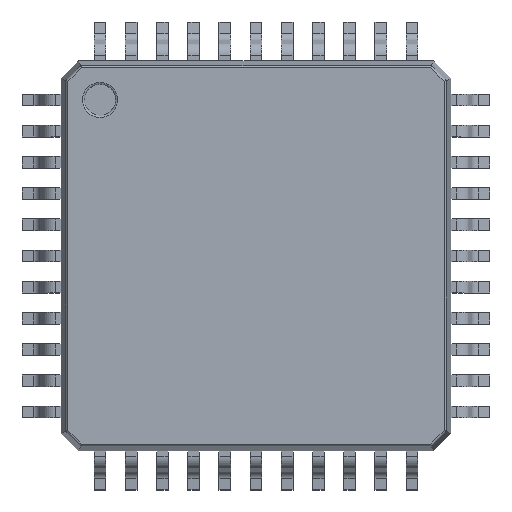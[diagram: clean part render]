
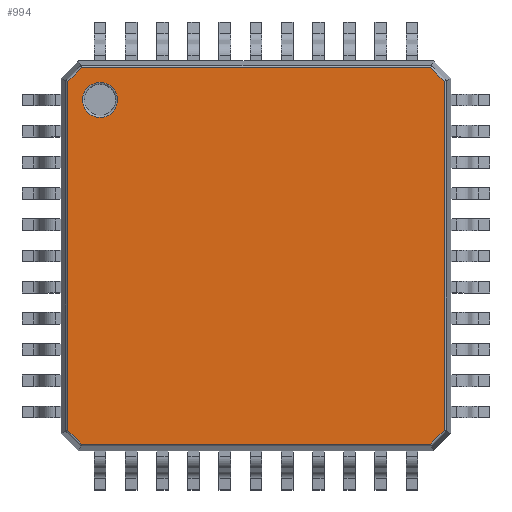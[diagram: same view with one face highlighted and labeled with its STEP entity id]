
A CAD part, top view. The second image highlights one B-rep face of the part: STEP entity #994.
In plain terms, the highlighted planar face has unit normal (0, 0, 1).
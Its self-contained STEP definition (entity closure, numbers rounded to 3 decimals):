
#686 = VERTEX_POINT('',#687);
#687 = CARTESIAN_POINT('',(4.825,-4.477,1.5));
#694 = EDGE_CURVE('',#686,#695,#697,.T.);
#695 = VERTEX_POINT('',#696);
#696 = CARTESIAN_POINT('',(4.825,4.477,1.5));
#697 = LINE('',#698,#699);
#698 = CARTESIAN_POINT('',(4.825,-4.494,1.5));
#699 = VECTOR('',#700,1.);
#700 = DIRECTION('',(0.,1.,0.));
#873 = EDGE_CURVE('',#695,#874,#876,.T.);
#874 = VERTEX_POINT('',#875);
#875 = CARTESIAN_POINT('',(4.477,4.825,1.5));
#876 = LINE('',#877,#878);
#877 = CARTESIAN_POINT('',(4.836,4.465,1.5));
#878 = VECTOR('',#879,1.);
#879 = DIRECTION('',(-0.707,0.707,0.));
#950 = EDGE_CURVE('',#686,#951,#953,.T.);
#951 = VERTEX_POINT('',#952);
#952 = CARTESIAN_POINT('',(4.477,-4.825,1.5));
#953 = LINE('',#954,#955);
#954 = CARTESIAN_POINT('',(4.836,-4.465,1.5));
#955 = VECTOR('',#956,1.);
#956 = DIRECTION('',(-0.707,-0.707,0.));
#994 = ADVANCED_FACE('',(#995,#1038),#1049,.T.);
#995 = FACE_BOUND('',#996,.T.);
#996 = EDGE_LOOP('',(#997,#1005,#1013,#1021,#1029,#1035,#1036,#1037));
#997 = ORIENTED_EDGE('',*,*,#998,.T.);
#998 = EDGE_CURVE('',#874,#999,#1001,.T.);
#999 = VERTEX_POINT('',#1000);
#1000 = CARTESIAN_POINT('',(-4.476,4.825,1.5));
#1001 = LINE('',#1002,#1003);
#1002 = CARTESIAN_POINT('',(4.494,4.825,1.5));
#1003 = VECTOR('',#1004,1.);
#1004 = DIRECTION('',(-1.,0.,0.));
#1005 = ORIENTED_EDGE('',*,*,#1006,.T.);
#1006 = EDGE_CURVE('',#999,#1007,#1009,.T.);
#1007 = VERTEX_POINT('',#1008);
#1008 = CARTESIAN_POINT('',(-4.825,4.476,1.5));
#1009 = LINE('',#1010,#1011);
#1010 = CARTESIAN_POINT('',(-4.464,4.836,1.5));
#1011 = VECTOR('',#1012,1.);
#1012 = DIRECTION('',(-0.707,-0.707,0.));
#1013 = ORIENTED_EDGE('',*,*,#1014,.T.);
#1014 = EDGE_CURVE('',#1007,#1015,#1017,.T.);
#1015 = VERTEX_POINT('',#1016);
#1016 = CARTESIAN_POINT('',(-4.825,-4.476,1.5));
#1017 = LINE('',#1018,#1019);
#1018 = CARTESIAN_POINT('',(-4.825,4.493,1.5));
#1019 = VECTOR('',#1020,1.);
#1020 = DIRECTION('',(0.,-1.,0.));
#1021 = ORIENTED_EDGE('',*,*,#1022,.T.);
#1022 = EDGE_CURVE('',#1015,#1023,#1025,.T.);
#1023 = VERTEX_POINT('',#1024);
#1024 = CARTESIAN_POINT('',(-4.476,-4.825,1.5));
#1025 = LINE('',#1026,#1027);
#1026 = CARTESIAN_POINT('',(-4.836,-4.464,1.5));
#1027 = VECTOR('',#1028,1.);
#1028 = DIRECTION('',(0.707,-0.707,0.));
#1029 = ORIENTED_EDGE('',*,*,#1030,.T.);
#1030 = EDGE_CURVE('',#1023,#951,#1031,.T.);
#1031 = LINE('',#1032,#1033);
#1032 = CARTESIAN_POINT('',(-4.493,-4.825,1.5));
#1033 = VECTOR('',#1034,1.);
#1034 = DIRECTION('',(1.,0.,0.));
#1035 = ORIENTED_EDGE('',*,*,#950,.F.);
#1036 = ORIENTED_EDGE('',*,*,#694,.T.);
#1037 = ORIENTED_EDGE('',*,*,#873,.T.);
#1038 = FACE_BOUND('',#1039,.T.);
#1039 = EDGE_LOOP('',(#1040));
#1040 = ORIENTED_EDGE('',*,*,#1041,.F.);
#1041 = EDGE_CURVE('',#1042,#1042,#1044,.T.);
#1042 = VERTEX_POINT('',#1043);
#1043 = CARTESIAN_POINT('',(-3.55,4.,1.5));
#1044 = CIRCLE('',#1045,0.45);
#1045 = AXIS2_PLACEMENT_3D('',#1046,#1047,#1048);
#1046 = CARTESIAN_POINT('',(-4.,4.,1.5));
#1047 = DIRECTION('',(0.,0.,1.));
#1048 = DIRECTION('',(1.,0.,-0.));
#1049 = PLANE('',#1050);
#1050 = AXIS2_PLACEMENT_3D('',#1051,#1052,#1053);
#1051 = CARTESIAN_POINT('',(0.,0.,1.5));
#1052 = DIRECTION('',(0.,0.,1.));
#1053 = DIRECTION('',(1.,0.,0.));
